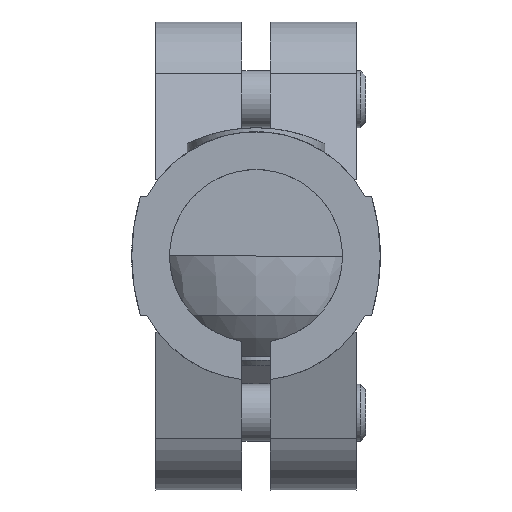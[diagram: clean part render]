
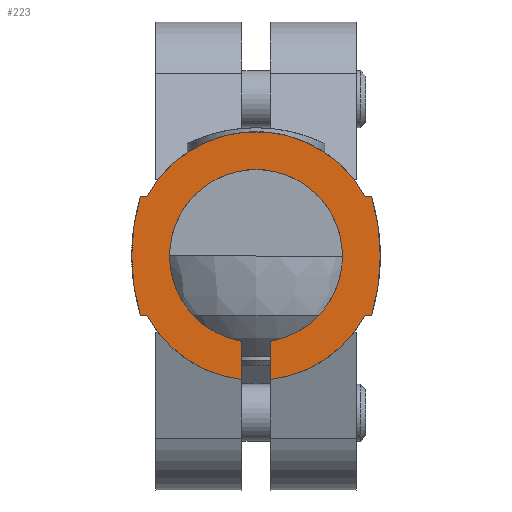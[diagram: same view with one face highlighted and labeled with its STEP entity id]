
A CAD part, left-side view. The second image highlights one B-rep face of the part: STEP entity #223.
In plain terms, the highlighted face is planar.
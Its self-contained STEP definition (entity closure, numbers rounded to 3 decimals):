
#223 = ADVANCED_FACE( '', ( #470 ), #471, .T. );
#470 = FACE_OUTER_BOUND( '', #767, .T. );
#471 = PLANE( '', #768 );
#767 = EDGE_LOOP( '', ( #1188, #1189, #1190, #1191, #1192, #1193, #1194, #1195, #1196, #1197, #1198, #1199 ) );
#768 = AXIS2_PLACEMENT_3D( '', #1200, #1201, #1202 );
#1188 = ORIENTED_EDGE( '', *, *, #1862, .F. );
#1189 = ORIENTED_EDGE( '', *, *, #1863, .T. );
#1190 = ORIENTED_EDGE( '', *, *, #1864, .T. );
#1191 = ORIENTED_EDGE( '', *, *, #1848, .T. );
#1192 = ORIENTED_EDGE( '', *, *, #1865, .T. );
#1193 = ORIENTED_EDGE( '', *, *, #1866, .T. );
#1194 = ORIENTED_EDGE( '', *, *, #1867, .T. );
#1195 = ORIENTED_EDGE( '', *, *, #1868, .T. );
#1196 = ORIENTED_EDGE( '', *, *, #1860, .T. );
#1197 = ORIENTED_EDGE( '', *, *, #1869, .T. );
#1198 = ORIENTED_EDGE( '', *, *, #1795, .F. );
#1199 = ORIENTED_EDGE( '', *, *, #1824, .F. );
#1200 = CARTESIAN_POINT( '', ( 0., 0., 0. ) );
#1201 = DIRECTION( '', ( 1., 0., 0. ) );
#1202 = DIRECTION( '', ( 0., 0., -1. ) );
#1795 = EDGE_CURVE( '', #2118, #2105, #2120, .T. );
#1824 = EDGE_CURVE( '', #2168, #2118, #2170, .T. );
#1848 = EDGE_CURVE( '', #2199, #2209, #2211, .T. );
#1860 = EDGE_CURVE( '', #2225, #2227, #2229, .T. );
#1862 = EDGE_CURVE( '', #2231, #2168, #2232, .T. );
#1863 = EDGE_CURVE( '', #2231, #2233, #2234, .T. );
#1864 = EDGE_CURVE( '', #2233, #2199, #2235, .T. );
#1865 = EDGE_CURVE( '', #2209, #2236, #2237, .T. );
#1866 = EDGE_CURVE( '', #2236, #2238, #2239, .T. );
#1867 = EDGE_CURVE( '', #2238, #2240, #2241, .T. );
#1868 = EDGE_CURVE( '', #2240, #2225, #2242, .T. );
#1869 = EDGE_CURVE( '', #2227, #2105, #2243, .T. );
#2105 = VERTEX_POINT( '', #2556 );
#2118 = VERTEX_POINT( '', #2574 );
#2120 = LINE( '', #2577, #2578 );
#2168 = VERTEX_POINT( '', #2636 );
#2170 = CIRCLE( '', #2639, 9.05 );
#2199 = VERTEX_POINT( '', #2700 );
#2209 = VERTEX_POINT( '', #2725 );
#2211 = CIRCLE( '', #2728, 21.5 );
#2225 = VERTEX_POINT( '', #2746 );
#2227 = VERTEX_POINT( '', #2749 );
#2229 = LINE( '', #2752, #2753 );
#2231 = VERTEX_POINT( '', #2755 );
#2232 = LINE( '', #2756, #2757 );
#2233 = VERTEX_POINT( '', #2758 );
#2234 = CIRCLE( '', #2759, 13. );
#2235 = LINE( '', #2760, #2761 );
#2236 = VERTEX_POINT( '', #2762 );
#2237 = LINE( '', #2763, #2764 );
#2238 = VERTEX_POINT( '', #2765 );
#2239 = CIRCLE( '', #2766, 13. );
#2240 = VERTEX_POINT( '', #2767 );
#2241 = LINE( '', #2768, #2769 );
#2242 = CIRCLE( '', #2770, 21.5 );
#2243 = CIRCLE( '', #2771, 13. );
#2556 = CARTESIAN_POINT( '', ( 0., 1.5, 12.913 ) );
#2574 = CARTESIAN_POINT( '', ( 0., 1.5, 8.925 ) );
#2577 = CARTESIAN_POINT( '', ( 0., 1.5, 1. ) );
#2578 = VECTOR( '', #3304, 1000. );
#2636 = CARTESIAN_POINT( '', ( 0., -1.5, 8.925 ) );
#2639 = AXIS2_PLACEMENT_3D( '', #3346, #3347, #3348 );
#2700 = CARTESIAN_POINT( '', ( 0., -12.087, 6.2 ) );
#2725 = CARTESIAN_POINT( '', ( 0., -12.087, -6.2 ) );
#2728 = AXIS2_PLACEMENT_3D( '', #3379, #3380, #3381 );
#2746 = CARTESIAN_POINT( '', ( 0., 12.087, 6.2 ) );
#2749 = CARTESIAN_POINT( '', ( 0., 11.426, 6.2 ) );
#2752 = CARTESIAN_POINT( '', ( 0., 12.087, 6.2 ) );
#2753 = VECTOR( '', #3394, 1000. );
#2755 = CARTESIAN_POINT( '', ( 0., -1.5, 12.913 ) );
#2756 = CARTESIAN_POINT( '', ( 0., -1.5, 26. ) );
#2757 = VECTOR( '', #3395, 1000. );
#2758 = CARTESIAN_POINT( '', ( 0., -11.426, 6.2 ) );
#2759 = AXIS2_PLACEMENT_3D( '', #3396, #3397, #3398 );
#2760 = CARTESIAN_POINT( '', ( 0., -11.426, 6.2 ) );
#2761 = VECTOR( '', #3399, 1000. );
#2762 = CARTESIAN_POINT( '', ( 0., -11.426, -6.2 ) );
#2763 = CARTESIAN_POINT( '', ( 0., -12.087, -6.2 ) );
#2764 = VECTOR( '', #3400, 1000. );
#2765 = CARTESIAN_POINT( '', ( 0., 11.426, -6.2 ) );
#2766 = AXIS2_PLACEMENT_3D( '', #3401, #3402, #3403 );
#2767 = CARTESIAN_POINT( '', ( 0., 12.087, -6.2 ) );
#2768 = CARTESIAN_POINT( '', ( 0., 11.426, -6.2 ) );
#2769 = VECTOR( '', #3404, 1000. );
#2770 = AXIS2_PLACEMENT_3D( '', #3405, #3406, #3407 );
#2771 = AXIS2_PLACEMENT_3D( '', #3408, #3409, #3410 );
#3304 = DIRECTION( '', ( 0., 0., 1. ) );
#3346 = CARTESIAN_POINT( '', ( 0., 0., 0. ) );
#3347 = DIRECTION( '', ( 1., 0., 0. ) );
#3348 = DIRECTION( '', ( 0., 0., -1. ) );
#3379 = CARTESIAN_POINT( '', ( 0., 8.5, 0. ) );
#3380 = DIRECTION( '', ( 1., 0., 0. ) );
#3381 = DIRECTION( '', ( 0., 0., -1. ) );
#3394 = DIRECTION( '', ( 0., -1., 0. ) );
#3395 = DIRECTION( '', ( 0., 0., -1. ) );
#3396 = CARTESIAN_POINT( '', ( 0., 0., 0. ) );
#3397 = DIRECTION( '', ( 1., 0., 0. ) );
#3398 = DIRECTION( '', ( 0., 0., -1. ) );
#3399 = DIRECTION( '', ( 0., -1., 0. ) );
#3400 = DIRECTION( '', ( 0., 1., 0. ) );
#3401 = CARTESIAN_POINT( '', ( 0., 0., 0. ) );
#3402 = DIRECTION( '', ( 1., 0., 0. ) );
#3403 = DIRECTION( '', ( 0., 0., -1. ) );
#3404 = DIRECTION( '', ( 0., 1., 0. ) );
#3405 = CARTESIAN_POINT( '', ( 0., -8.5, 0. ) );
#3406 = DIRECTION( '', ( 1., 0., 0. ) );
#3407 = DIRECTION( '', ( 0., 0., -1. ) );
#3408 = CARTESIAN_POINT( '', ( 0., 0., 0. ) );
#3409 = DIRECTION( '', ( 1., 0., 0. ) );
#3410 = DIRECTION( '', ( 0., 0., -1. ) );
